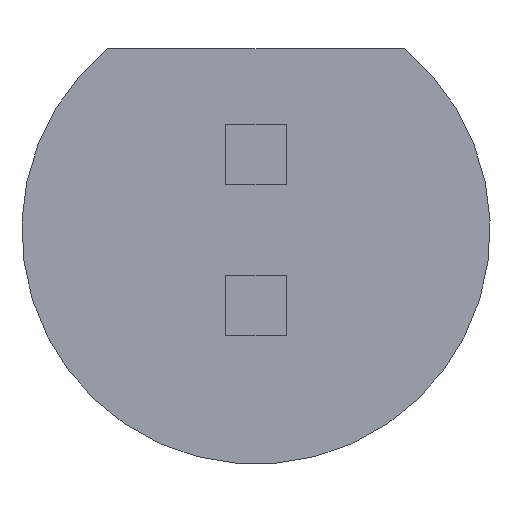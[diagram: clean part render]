
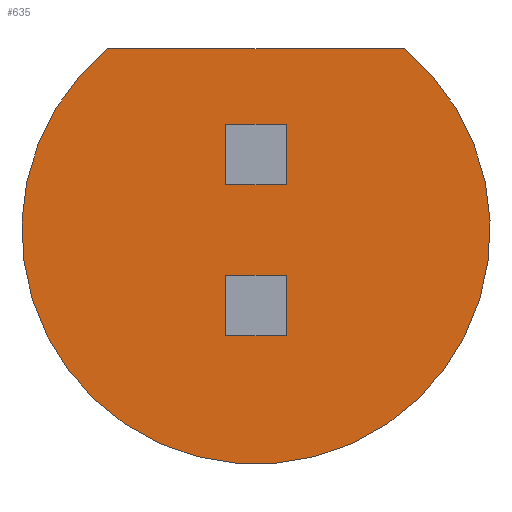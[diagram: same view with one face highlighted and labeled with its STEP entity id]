
A CAD part, front view. The second image highlights one B-rep face of the part: STEP entity #635.
In plain terms, the highlighted planar face has unit normal (0, -1, 0).
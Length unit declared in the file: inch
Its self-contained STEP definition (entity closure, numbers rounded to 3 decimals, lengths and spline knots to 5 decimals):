
#1 = AXIS2_PLACEMENT_3D ( 'NONE', #822, #435, #701 ) ;
#7 = VECTOR ( 'NONE', #517, 39.37008 ) ;
#18 = DIRECTION ( 'NONE',  ( 0., 0., 1. ) ) ;
#35 = CARTESIAN_POINT ( 'NONE',  ( -0.01, -0.035, 0.015 ) ) ;
#40 = CARTESIAN_POINT ( 'NONE',  ( 0.01, -0.035, -0.015 ) ) ;
#41 = LINE ( 'NONE', #425, #661 ) ;
#58 = EDGE_CURVE ( 'NONE', #472, #335, #646, .T. ) ;
#69 = CARTESIAN_POINT ( 'NONE',  ( -0.01, -0.035, -0.015 ) ) ;
#82 = LINE ( 'NONE', #481, #746 ) ;
#84 = DIRECTION ( 'NONE',  ( 0., 0., 1. ) ) ;
#95 = EDGE_CURVE ( 'NONE', #290, #522, #396, .T. ) ;
#114 = LINE ( 'NONE', #181, #770 ) ;
#115 = LINE ( 'NONE', #788, #707 ) ;
#117 = EDGE_LOOP ( 'NONE', ( #250, #322, #333, #712 ) ) ;
#181 = CARTESIAN_POINT ( 'NONE',  ( 0.01, -0.035, 0.015 ) ) ;
#190 = VERTEX_POINT ( 'NONE', #390 ) ;
#196 = LINE ( 'NONE', #533, #754 ) ;
#203 = ORIENTED_EDGE ( 'NONE', *, *, #595, .F. ) ;
#239 = EDGE_CURVE ( 'NONE', #735, #290, #506, .T. ) ;
#250 = ORIENTED_EDGE ( 'NONE', *, *, #58, .F. ) ;
#252 = DIRECTION ( 'NONE',  ( 0., 0., 1. ) ) ;
#254 = EDGE_CURVE ( 'NONE', #591, #303, #726, .T. ) ;
#256 = VECTOR ( 'NONE', #84, 39.37008 ) ;
#257 = DIRECTION ( 'NONE',  ( -1., 0., 0. ) ) ;
#280 = EDGE_CURVE ( 'NONE', #794, #190, #296, .T. ) ;
#284 = EDGE_CURVE ( 'NONE', #314, #522, #115, .T. ) ;
#287 = CARTESIAN_POINT ( 'NONE',  ( -0.01, -0.035, 0.015 ) ) ;
#290 = VERTEX_POINT ( 'NONE', #309 ) ;
#295 = DIRECTION ( 'NONE',  ( -1., 0., 0. ) ) ;
#296 = CIRCLE ( 'NONE', #571, 0.0775 ) ;
#303 = VERTEX_POINT ( 'NONE', #731 ) ;
#309 = CARTESIAN_POINT ( 'NONE',  ( -0.01, -0.035, -0.035 ) ) ;
#314 = VERTEX_POINT ( 'NONE', #40 ) ;
#322 = ORIENTED_EDGE ( 'NONE', *, *, #803, .T. ) ;
#333 = ORIENTED_EDGE ( 'NONE', *, *, #254, .T. ) ;
#335 = VERTEX_POINT ( 'NONE', #795 ) ;
#344 = VECTOR ( 'NONE', #789, 39.37008 ) ;
#346 = EDGE_LOOP ( 'NONE', ( #449, #599 ) ) ;
#359 = EDGE_CURVE ( 'NONE', #335, #303, #196, .T. ) ;
#373 = ORIENTED_EDGE ( 'NONE', *, *, #95, .T. ) ;
#390 = CARTESIAN_POINT ( 'NONE',  ( -0.04905, -0.035, 0.06 ) ) ;
#396 = LINE ( 'NONE', #572, #256 ) ;
#425 = CARTESIAN_POINT ( 'NONE',  ( 0.01, -0.035, -0.035 ) ) ;
#435 = DIRECTION ( 'NONE',  ( 0., 1., 0. ) ) ;
#449 = ORIENTED_EDGE ( 'NONE', *, *, #280, .F. ) ;
#472 = VERTEX_POINT ( 'NONE', #678 ) ;
#479 = FACE_BOUND ( 'NONE', #663, .T. ) ;
#481 = CARTESIAN_POINT ( 'NONE',  ( -0.04905, -0.035, 0.06 ) ) ;
#506 = LINE ( 'NONE', #520, #344 ) ;
#512 = DIRECTION ( 'NONE',  ( 0., 0., 1. ) ) ;
#517 = DIRECTION ( 'NONE',  ( 0., 0., 1. ) ) ;
#520 = CARTESIAN_POINT ( 'NONE',  ( 0.01, -0.035, -0.035 ) ) ;
#522 = VERTEX_POINT ( 'NONE', #69 ) ;
#533 = CARTESIAN_POINT ( 'NONE',  ( 0.01, -0.035, 0.035 ) ) ;
#571 = AXIS2_PLACEMENT_3D ( 'NONE', #846, #654, #252 ) ;
#572 = CARTESIAN_POINT ( 'NONE',  ( -0.01, -0.035, -0.035 ) ) ;
#581 = CARTESIAN_POINT ( 'NONE',  ( 0.01, -0.035, -0.035 ) ) ;
#591 = VERTEX_POINT ( 'NONE', #287 ) ;
#595 = EDGE_CURVE ( 'NONE', #735, #314, #41, .T. ) ;
#599 = ORIENTED_EDGE ( 'NONE', *, *, #851, .F. ) ;
#612 = FACE_BOUND ( 'NONE', #117, .T. ) ;
#629 = ORIENTED_EDGE ( 'NONE', *, *, #239, .T. ) ;
#635 = ADVANCED_FACE ( 'NONE', ( #479, #812, #612 ), #829, .F. ) ;
#642 = CARTESIAN_POINT ( 'NONE',  ( 0.04905, -0.035, 0.06 ) ) ;
#646 = LINE ( 'NONE', #831, #658 ) ;
#654 = DIRECTION ( 'NONE',  ( 0., 1., 0. ) ) ;
#658 = VECTOR ( 'NONE', #512, 39.37008 ) ;
#661 = VECTOR ( 'NONE', #18, 39.37008 ) ;
#663 = EDGE_LOOP ( 'NONE', ( #203, #629, #373, #697 ) ) ;
#678 = CARTESIAN_POINT ( 'NONE',  ( 0.01, -0.035, 0.015 ) ) ;
#688 = DIRECTION ( 'NONE',  ( 1., 0., 0. ) ) ;
#697 = ORIENTED_EDGE ( 'NONE', *, *, #284, .F. ) ;
#701 = DIRECTION ( 'NONE',  ( 0., 0., 1. ) ) ;
#707 = VECTOR ( 'NONE', #729, 39.37008 ) ;
#712 = ORIENTED_EDGE ( 'NONE', *, *, #359, .F. ) ;
#726 = LINE ( 'NONE', #35, #7 ) ;
#729 = DIRECTION ( 'NONE',  ( -1., 0., 0. ) ) ;
#731 = CARTESIAN_POINT ( 'NONE',  ( -0.01, -0.035, 0.035 ) ) ;
#735 = VERTEX_POINT ( 'NONE', #581 ) ;
#746 = VECTOR ( 'NONE', #688, 39.37008 ) ;
#754 = VECTOR ( 'NONE', #257, 39.37008 ) ;
#770 = VECTOR ( 'NONE', #295, 39.37008 ) ;
#788 = CARTESIAN_POINT ( 'NONE',  ( 0.01, -0.035, -0.015 ) ) ;
#789 = DIRECTION ( 'NONE',  ( -1., 0., 0. ) ) ;
#794 = VERTEX_POINT ( 'NONE', #642 ) ;
#795 = CARTESIAN_POINT ( 'NONE',  ( 0.01, -0.035, 0.035 ) ) ;
#803 = EDGE_CURVE ( 'NONE', #472, #591, #114, .T. ) ;
#812 = FACE_OUTER_BOUND ( 'NONE', #346, .T. ) ;
#822 = CARTESIAN_POINT ( 'NONE',  ( 0., -0.035, 0. ) ) ;
#829 = PLANE ( 'NONE',  #1 ) ;
#831 = CARTESIAN_POINT ( 'NONE',  ( 0.01, -0.035, 0.015 ) ) ;
#846 = CARTESIAN_POINT ( 'NONE',  ( 0., -0.035, 0. ) ) ;
#851 = EDGE_CURVE ( 'NONE', #190, #794, #82, .T. ) ;
